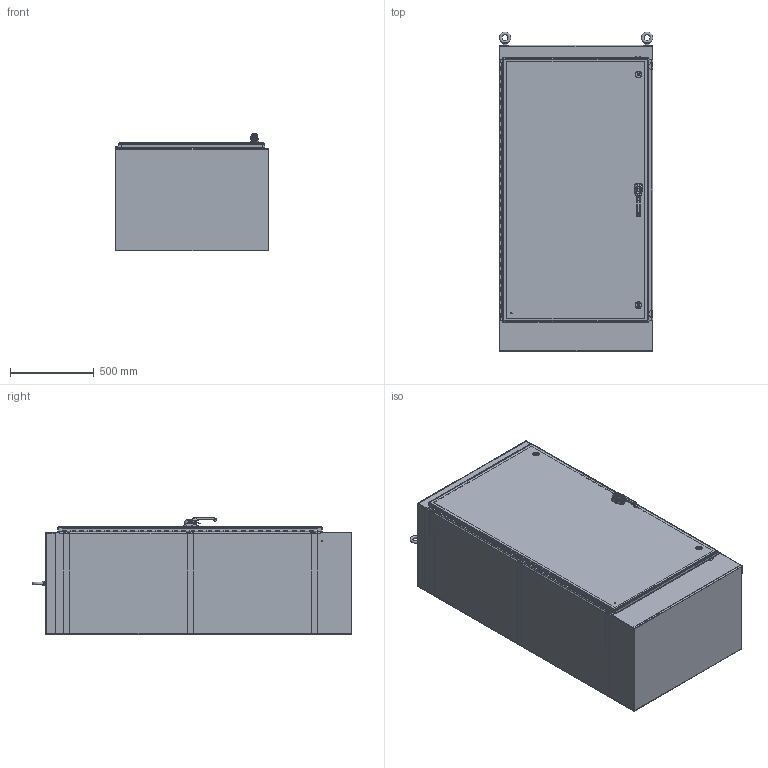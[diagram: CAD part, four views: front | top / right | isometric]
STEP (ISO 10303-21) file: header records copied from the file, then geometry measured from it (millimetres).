
FILE_DESCRIPTION(/* description */ ('NEMA 12, WA_FS, S.S., 72X36X24'),/* implementation_level */ '2;1');
FILE_NAME(/* name */ 'WA723624FSSS.stp',/* time_stamp */ '2021-01-23T10:48:39-06:00',/* author */ ('MR'),/* organization */ (''),/* preprocessor_version */ 'ST-DEVELOPER v18.1',/* originating_system */ 'Autodesk Inventor 2020',/* authorisation */ '');
FILE_SCHEMA (('AUTOMOTIVE_DESIGN { 1 0 10303 214 3 1 1 }'));
Products named in the file (56): WA723624FSSS; WA723624FSSSBLR; WA3624FSSS-TOP; WA3624FSSS-BTM; WA24FSSS-EBA; FUN00132_22.75"; FUN00132_23.75"; WA7236FSSS-DR; 328131; 328131T; 328131L; 328131P; WA7236FSSS-FIP; HFW32436_ASSM; 1091-73; 1091-B11_ASM; 1091-74-03; 1091-74-01; 1091-75; DIN3771_16X2_5; 2100-11; 1091-76; D125B_10_5; DIN985_M10; 1000-02; 1225-05; 1000-277-01; SPACER; SS_LARGE_DOOR_ROD_ASSM-37029; HFW31712; 1091-903_AF0; 1091-903_AF0_1; 1091-903_AF0_2; PLASTIC-ROLLER-CAM_AF0_ASM; PLASTIC-ROLLER-CAM_AF1; 7379-M6-8X25_AF0; LOCK-NUT_AF0; SUPPORT-ROLL_AF0; 1091-BR11_AF0; 37029 ...
Assembly tree (75 placements, depth 5):
  WA723624FSSS
    WA723624FSSSBLR
    WA3624FSSS-TOP
    WA3624FSSS-BTM
    WA24FSSS-EBA  x2
    38846  x4
    FUN00132_22.75"
    FUN00132_23.75"  x5
    WA7236FSSS-DR
    328131
      328131T
      328131L
      328131P
    WA7236FSSS-FIP
    HFW32436_ASSM
      1091-73
      1091-B11_ASM
        1091-74-03
        1091-74-01
      1091-75
      DIN3771_16X2_5
      2100-11
      1091-76
      D125B_10_5
      DIN985_M10
      1000-277-01  x2
      1000-02
      1225-05
      SPACER
    SS_LARGE_DOOR_ROD_ASSM-37029
      HFW31712
        1091-903_AF0
          1091-903_AF0_1
          1091-903_AF0_2
        PLASTIC-ROLLER-CAM_AF0_ASM
          PLASTIC-ROLLER-CAM_AF1
          7379-M6-8X25_AF0
          LOCK-NUT_AF0
        SUPPORT-ROLL_AF0
        1091-BR11_AF0
      37029  x2
      ANSI B18.6.3 - 3/8-16 UNC - 1.75  x2
      HFW3762  x4
      31230  x2
      3862  x2
    HFW3026  x2
    316298  x2
    349131  x2
    HFW312002  x2
      CP10184202R01_Standard
        CP10184202R01_Deep Recess
        CP10184202R03 MODIFY
      CP10184202R02
      CP10184202R04
        _22030_0932_Spring_Plunger__1_b_2
        _22030_0932_Spring_Plunger__1_a_4
Bounding box: 917.58 x 1911.27 x 702.08 mm (x, y, z)
Volume: 21174373.4 mm3; surface area: 15704966.2 mm2
Topology: 69 solids, 69 shells, 3629 faces, 9138 edges, 5649 vertices
Faces by surface type: plane 1406, cylinder 1146, bspline 535, torus 278, cone 137, sphere 127
Full cylindrical faces by diameter (mm): 1.5 x2, 2.5 x1, 3 x1, 3.1 x2, 3.15 x1, 3.5 x3, 3.9 x1, 4.2 x2, 4.5 x2, 4.773 x2, 5 x5, 5.16 x20, 5.4 x3, 6 x5, 6.128 x2, 6.172 x2, 6.35 x13, 6.41 x2, 6.535 x16, 7.112 x3, 7.144 x2, 7.938 x2, 8 x2, 8.153 x2, 8.2 x1, 8.56 x4, 8.7 x2, 9.525 x2, 10 x3, 10.16 x4
Entity records: 126514 total; most frequent: CARTESIAN_POINT 59354, ORIENTED_EDGE 13576, DIRECTION 13493, EDGE_CURVE 6788, AXIS2_PLACEMENT_3D 5030, VERTEX_POINT 4198, LINE 3433, VECTOR 3433
